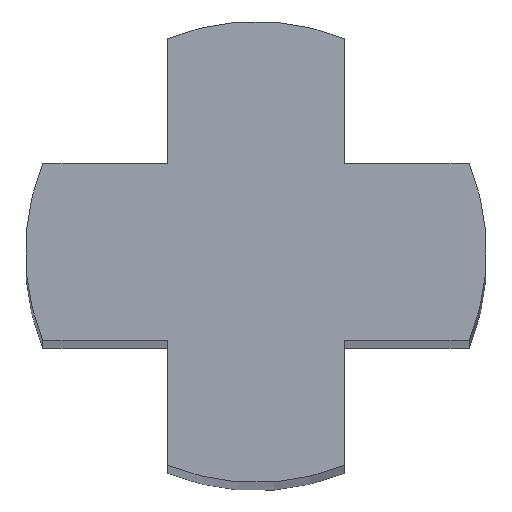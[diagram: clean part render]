
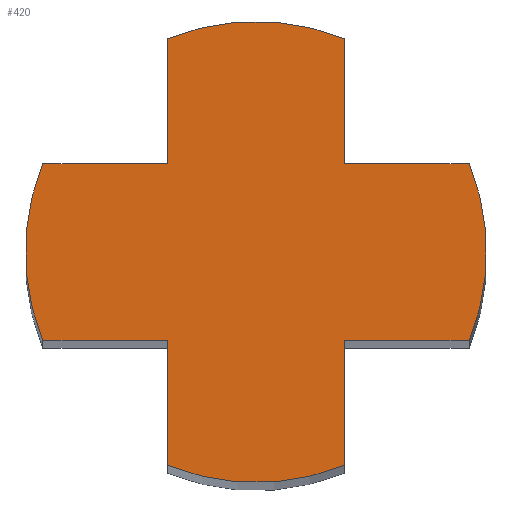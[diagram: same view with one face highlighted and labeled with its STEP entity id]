
A CAD part, top view. The second image highlights one B-rep face of the part: STEP entity #420.
In plain terms, the highlighted planar face has unit normal (0, 0, 1).
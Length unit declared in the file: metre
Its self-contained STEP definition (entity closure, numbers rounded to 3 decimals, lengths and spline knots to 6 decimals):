
#101=CARTESIAN_POINT('',(0.,0.,0.0234));
#102=DIRECTION('',(0.,0.,1.));
#103=DIRECTION('',(-0.924,0.383,0.));
#104=AXIS2_PLACEMENT_3D('',#101,#102,#103);
#106=DIRECTION('',(-1.,0.,0.));
#107=VECTOR('',#106,0.001271);
#108=CARTESIAN_POINT('',(-0.0009,0.0009,0.0234));
#109=LINE('',#108,#107);
#110=DIRECTION('',(0.,-1.,0.));
#111=VECTOR('',#110,0.001271);
#112=CARTESIAN_POINT('',(-0.0009,0.002171,0.0234));
#113=LINE('',#112,#111);
#114=CARTESIAN_POINT('',(0.,0.,0.0234));
#115=DIRECTION('',(0.,0.,1.));
#116=DIRECTION('',(0.383,0.924,0.));
#117=AXIS2_PLACEMENT_3D('',#114,#115,#116);
#119=DIRECTION('',(0.,1.,0.));
#120=VECTOR('',#119,0.001271);
#121=CARTESIAN_POINT('',(0.0009,0.0009,0.0234));
#122=LINE('',#121,#120);
#123=DIRECTION('',(-1.,0.,0.));
#124=VECTOR('',#123,0.001271);
#125=CARTESIAN_POINT('',(0.002171,0.0009,0.0234));
#126=LINE('',#125,#124);
#127=CARTESIAN_POINT('',(0.,0.,0.0234));
#128=DIRECTION('',(0.,0.,1.));
#129=DIRECTION('',(0.924,-0.383,0.));
#130=AXIS2_PLACEMENT_3D('',#127,#128,#129);
#132=DIRECTION('',(1.,0.,0.));
#133=VECTOR('',#132,0.001271);
#134=CARTESIAN_POINT('',(0.0009,-0.0009,0.0234));
#135=LINE('',#134,#133);
#136=DIRECTION('',(0.,1.,0.));
#137=VECTOR('',#136,0.001271);
#138=CARTESIAN_POINT('',(0.0009,-0.002171,0.0234));
#139=LINE('',#138,#137);
#140=CARTESIAN_POINT('',(0.,0.,0.0234));
#141=DIRECTION('',(0.,0.,1.));
#142=DIRECTION('',(-0.383,-0.924,0.));
#143=AXIS2_PLACEMENT_3D('',#140,#141,#142);
#145=DIRECTION('',(0.,-1.,0.));
#146=VECTOR('',#145,0.001271);
#147=CARTESIAN_POINT('',(-0.0009,-0.0009,0.0234));
#148=LINE('',#147,#146);
#149=DIRECTION('',(1.,0.,0.));
#150=VECTOR('',#149,0.001271);
#151=CARTESIAN_POINT('',(-0.002171,-0.0009,0.0234));
#152=LINE('',#151,#150);
#177=CARTESIAN_POINT('',(-0.002171,-0.0009,0.0234));
#178=CARTESIAN_POINT('',(-0.0009,-0.0009,0.0234));
#179=VERTEX_POINT('',#177);
#180=VERTEX_POINT('',#178);
#181=CARTESIAN_POINT('',(-0.0009,-0.002171,0.0234));
#182=VERTEX_POINT('',#181);
#183=CARTESIAN_POINT('',(0.0009,-0.002171,0.0234));
#184=CARTESIAN_POINT('',(0.0009,-0.0009,0.0234));
#185=VERTEX_POINT('',#183);
#186=VERTEX_POINT('',#184);
#187=CARTESIAN_POINT('',(0.002171,-0.0009,0.0234));
#188=VERTEX_POINT('',#187);
#189=CARTESIAN_POINT('',(0.002171,0.0009,0.0234));
#190=CARTESIAN_POINT('',(0.0009,0.0009,0.0234));
#191=VERTEX_POINT('',#189);
#192=VERTEX_POINT('',#190);
#193=CARTESIAN_POINT('',(0.0009,0.002171,0.0234));
#194=VERTEX_POINT('',#193);
#195=CARTESIAN_POINT('',(-0.0009,0.002171,0.0234));
#196=CARTESIAN_POINT('',(-0.0009,0.0009,0.0234));
#197=VERTEX_POINT('',#195);
#198=VERTEX_POINT('',#196);
#199=CARTESIAN_POINT('',(-0.002171,0.0009,0.0234));
#200=VERTEX_POINT('',#199);
#401=CARTESIAN_POINT('',(0.,0.,0.0234));
#402=DIRECTION('',(0.,0.,1.));
#403=DIRECTION('',(1.,0.,0.));
#404=AXIS2_PLACEMENT_3D('',#401,#402,#403);
#405=PLANE('',#404);
#406=ORIENTED_EDGE('',*,*,#241,.F.);
#407=ORIENTED_EDGE('',*,*,#256,.F.);
#408=ORIENTED_EDGE('',*,*,#270,.F.);
#409=ORIENTED_EDGE('',*,*,#284,.F.);
#410=ORIENTED_EDGE('',*,*,#298,.F.);
#411=ORIENTED_EDGE('',*,*,#312,.F.);
#412=ORIENTED_EDGE('',*,*,#326,.F.);
#413=ORIENTED_EDGE('',*,*,#340,.F.);
#414=ORIENTED_EDGE('',*,*,#354,.F.);
#415=ORIENTED_EDGE('',*,*,#368,.F.);
#416=ORIENTED_EDGE('',*,*,#382,.F.);
#417=ORIENTED_EDGE('',*,*,#395,.F.);
#418=EDGE_LOOP('',(#406,#407,#408,#409,#410,#411,#412,#413,#414,#415,#416,
#417));
#419=FACE_OUTER_BOUND('',#418,.F.);
#420=ADVANCED_FACE('',(#419),#405,.T.);
#105=CIRCLE('',#104,0.00235);
#118=CIRCLE('',#117,0.00235);
#131=CIRCLE('',#130,0.00235);
#144=CIRCLE('',#143,0.00235);
#241=EDGE_CURVE('',#200,#179,#105,.T.);
#256=EDGE_CURVE('',#198,#200,#109,.T.);
#270=EDGE_CURVE('',#197,#198,#113,.T.);
#284=EDGE_CURVE('',#194,#197,#118,.T.);
#298=EDGE_CURVE('',#192,#194,#122,.T.);
#312=EDGE_CURVE('',#191,#192,#126,.T.);
#326=EDGE_CURVE('',#188,#191,#131,.T.);
#340=EDGE_CURVE('',#186,#188,#135,.T.);
#354=EDGE_CURVE('',#185,#186,#139,.T.);
#368=EDGE_CURVE('',#182,#185,#144,.T.);
#382=EDGE_CURVE('',#180,#182,#148,.T.);
#395=EDGE_CURVE('',#179,#180,#152,.T.);
